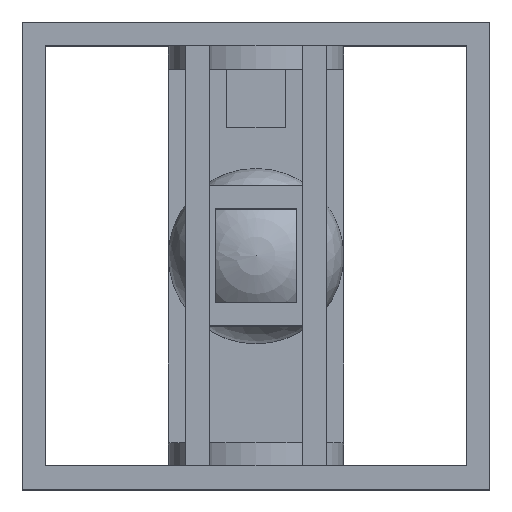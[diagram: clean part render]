
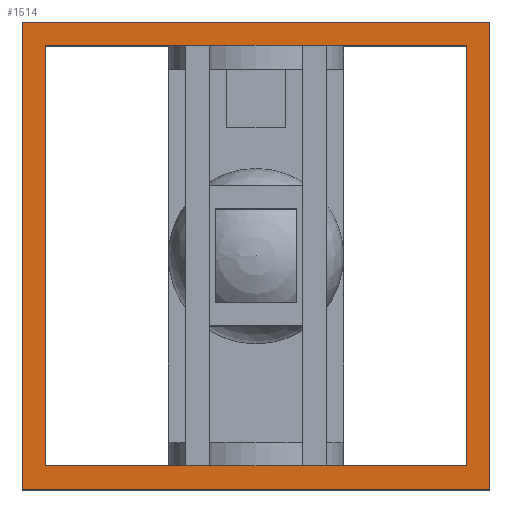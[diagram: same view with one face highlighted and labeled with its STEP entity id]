
A CAD part, top view. The second image highlights one B-rep face of the part: STEP entity #1514.
In plain terms, the highlighted planar face has unit normal (0, 0, 1).
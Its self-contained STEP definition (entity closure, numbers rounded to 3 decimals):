
#61=FACE_BOUND('',#193,.T.);
#93=FACE_OUTER_BOUND('',#192,.T.);
#192=EDGE_LOOP('',(#1106,#1107,#1108,#1109));
#193=EDGE_LOOP('',(#1110,#1111,#1112,#1113));
#288=LINE('',#2179,#480);
#309=LINE('',#2221,#501);
#314=LINE('',#2230,#506);
#316=LINE('',#2233,#508);
#329=LINE('',#2257,#521);
#334=LINE('',#2267,#526);
#335=LINE('',#2270,#527);
#336=LINE('',#2271,#528);
#480=VECTOR('',#1758,10.);
#501=VECTOR('',#1793,10.);
#506=VECTOR('',#1802,10.);
#508=VECTOR('',#1806,10.);
#521=VECTOR('',#1833,10.);
#526=VECTOR('',#1842,10.);
#527=VECTOR('',#1845,10.);
#528=VECTOR('',#1846,10.);
#664=VERTEX_POINT('',#2176);
#665=VERTEX_POINT('',#2178);
#678=VERTEX_POINT('',#2218);
#679=VERTEX_POINT('',#2220);
#682=VERTEX_POINT('',#2250);
#685=VERTEX_POINT('',#2255);
#688=VERTEX_POINT('',#2265);
#689=VERTEX_POINT('',#2269);
#802=EDGE_CURVE('',#665,#664,#288,.T.);
#823=EDGE_CURVE('',#679,#678,#309,.T.);
#828=EDGE_CURVE('',#678,#665,#314,.T.);
#830=EDGE_CURVE('',#664,#679,#316,.T.);
#843=EDGE_CURVE('',#685,#682,#329,.T.);
#848=EDGE_CURVE('',#688,#685,#334,.T.);
#849=EDGE_CURVE('',#689,#688,#335,.T.);
#850=EDGE_CURVE('',#689,#682,#336,.T.);
#1106=ORIENTED_EDGE('',*,*,#848,.F.);
#1107=ORIENTED_EDGE('',*,*,#849,.F.);
#1108=ORIENTED_EDGE('',*,*,#850,.T.);
#1109=ORIENTED_EDGE('',*,*,#843,.F.);
#1110=ORIENTED_EDGE('',*,*,#802,.T.);
#1111=ORIENTED_EDGE('',*,*,#830,.T.);
#1112=ORIENTED_EDGE('',*,*,#823,.T.);
#1113=ORIENTED_EDGE('',*,*,#828,.T.);
#1425=PLANE('',#1635);
#1514=ADVANCED_FACE('',(#93,#61),#1425,.T.);
#1635=AXIS2_PLACEMENT_3D('',#2268,#1843,#1844);
#1758=DIRECTION('',(1.,0.,0.));
#1793=DIRECTION('',(-1.,0.,0.));
#1802=DIRECTION('',(0.,1.,0.));
#1806=DIRECTION('',(0.,-1.,0.));
#1833=DIRECTION('',(0.,-1.,0.));
#1842=DIRECTION('',(1.,0.,0.));
#1843=DIRECTION('center_axis',(0.,0.,1.));
#1844=DIRECTION('ref_axis',(0.,1.,0.));
#1845=DIRECTION('',(0.,1.,0.));
#1846=DIRECTION('',(1.,0.,0.));
#2176=CARTESIAN_POINT('',(360.,360.,400.));
#2178=CARTESIAN_POINT('',(-360.,360.,400.));
#2179=CARTESIAN_POINT('',(0.,360.,400.));
#2218=CARTESIAN_POINT('',(-360.,-360.,400.));
#2220=CARTESIAN_POINT('',(360.,-360.,400.));
#2221=CARTESIAN_POINT('',(0.,-360.,400.));
#2230=CARTESIAN_POINT('',(-360.,-200.,400.));
#2233=CARTESIAN_POINT('',(360.,-200.,400.));
#2250=CARTESIAN_POINT('',(400.,-400.,400.));
#2255=CARTESIAN_POINT('',(400.,400.,400.));
#2257=CARTESIAN_POINT('',(400.,400.,400.));
#2265=CARTESIAN_POINT('',(-400.,400.,400.));
#2267=CARTESIAN_POINT('',(0.,400.,400.));
#2268=CARTESIAN_POINT('Origin',(0.,-400.,400.));
#2269=CARTESIAN_POINT('',(-400.,-400.,400.));
#2270=CARTESIAN_POINT('',(-400.,400.,400.));
#2271=CARTESIAN_POINT('',(0.,-400.,400.));
